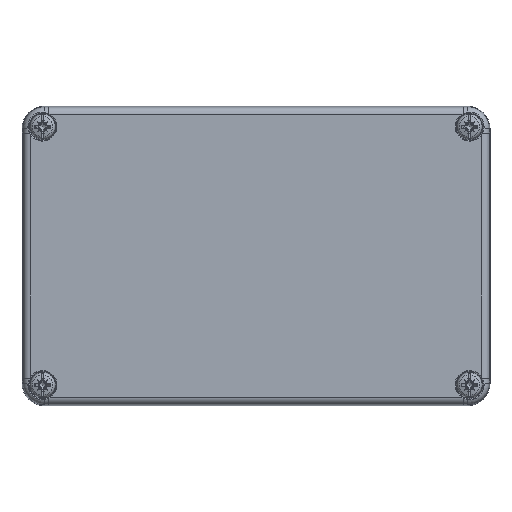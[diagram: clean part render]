
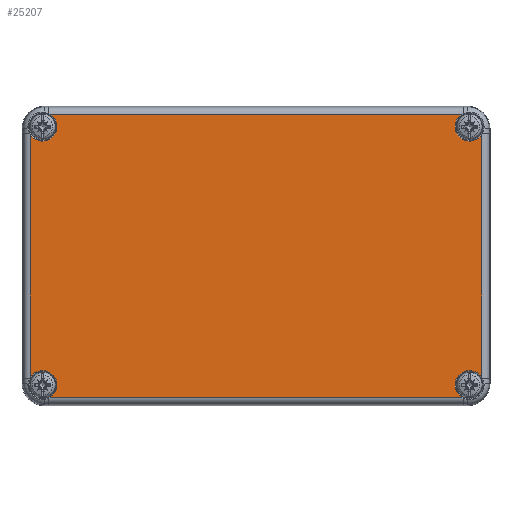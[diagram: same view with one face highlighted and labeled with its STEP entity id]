
A CAD part, top view. The second image highlights one B-rep face of the part: STEP entity #25207.
In plain terms, the highlighted face is planar.
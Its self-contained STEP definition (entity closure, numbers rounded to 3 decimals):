
#2529=PLANE('',#27058);
#3647=FACE_OUTER_BOUND('',#5274,.T.);
#5274=EDGE_LOOP('',(#21321,#21322,#21323,#21324,#21325,#21326,#21327,#21328));
#7150=LINE('',#55017,#8854);
#7152=LINE('',#55028,#8856);
#7153=LINE('',#55032,#8857);
#7154=LINE('',#55036,#8858);
#8854=VECTOR('',#31593,10.);
#8856=VECTOR('',#31599,10.);
#8857=VECTOR('',#31602,10.);
#8858=VECTOR('',#31605,10.);
#9738=CIRCLE('',#27052,3.847);
#9742=CIRCLE('',#27059,3.847);
#9743=CIRCLE('',#27060,3.847);
#9744=CIRCLE('',#27061,3.847);
#11860=VERTEX_POINT('',#54956);
#11861=VERTEX_POINT('',#54958);
#11864=VERTEX_POINT('',#55016);
#11867=VERTEX_POINT('',#55027);
#11868=VERTEX_POINT('',#55029);
#11869=VERTEX_POINT('',#55031);
#11870=VERTEX_POINT('',#55033);
#11871=VERTEX_POINT('',#55035);
#15104=EDGE_CURVE('',#11861,#11860,#9738,.T.);
#15110=EDGE_CURVE('',#11860,#11864,#7150,.T.);
#15114=EDGE_CURVE('',#11867,#11861,#7152,.T.);
#15115=EDGE_CURVE('',#11868,#11867,#9742,.T.);
#15116=EDGE_CURVE('',#11869,#11868,#7153,.T.);
#15117=EDGE_CURVE('',#11870,#11869,#9743,.T.);
#15118=EDGE_CURVE('',#11871,#11870,#7154,.T.);
#15119=EDGE_CURVE('',#11864,#11871,#9744,.T.);
#21321=ORIENTED_EDGE('',*,*,#15104,.F.);
#21322=ORIENTED_EDGE('',*,*,#15114,.F.);
#21323=ORIENTED_EDGE('',*,*,#15115,.F.);
#21324=ORIENTED_EDGE('',*,*,#15116,.F.);
#21325=ORIENTED_EDGE('',*,*,#15117,.F.);
#21326=ORIENTED_EDGE('',*,*,#15118,.F.);
#21327=ORIENTED_EDGE('',*,*,#15119,.F.);
#21328=ORIENTED_EDGE('',*,*,#15110,.F.);
#25207=ADVANCED_FACE('',(#3647),#2529,.F.);
#27052=AXIS2_PLACEMENT_3D('',#54960,#31582,#31583);
#27058=AXIS2_PLACEMENT_3D('',#55026,#31597,#31598);
#27059=AXIS2_PLACEMENT_3D('',#55030,#31600,#31601);
#27060=AXIS2_PLACEMENT_3D('',#55034,#31603,#31604);
#27061=AXIS2_PLACEMENT_3D('',#55037,#31606,#31607);
#31582=DIRECTION('center_axis',(0.,0.,-1.));
#31583=DIRECTION('ref_axis',(-0.707,0.707,0.));
#31593=DIRECTION('',(0.,1.,0.));
#31597=DIRECTION('center_axis',(0.,0.,1.));
#31598=DIRECTION('ref_axis',(1.,0.,0.));
#31599=DIRECTION('',(1.,0.,0.));
#31600=DIRECTION('center_axis',(0.,0.,-1.));
#31601=DIRECTION('ref_axis',(0.707,0.707,0.));
#31602=DIRECTION('',(0.,-1.,0.));
#31603=DIRECTION('center_axis',(0.,0.,-1.));
#31604=DIRECTION('ref_axis',(0.707,-0.707,0.));
#31605=DIRECTION('',(-1.,0.,0.));
#31606=DIRECTION('center_axis',(0.,0.,-1.));
#31607=DIRECTION('ref_axis',(-0.707,-0.707,0.));
#54956=CARTESIAN_POINT('',(60.229,-32.41,-17.5));
#54958=CARTESIAN_POINT('',(54.91,-37.729,-17.5));
#54960=CARTESIAN_POINT('Origin',(57.,-34.5,-17.5));
#55016=CARTESIAN_POINT('',(60.229,32.41,-17.5));
#55017=CARTESIAN_POINT('',(60.229,-17.,-17.5));
#55026=CARTESIAN_POINT('Origin',(0.,0.,
-17.5));
#55027=CARTESIAN_POINT('',(-54.91,-37.729,-17.5));
#55028=CARTESIAN_POINT('',(-28.25,-37.729,-17.5));
#55029=CARTESIAN_POINT('',(-60.229,-32.41,-17.5));
#55030=CARTESIAN_POINT('Origin',(-57.,-34.5,-17.5));
#55031=CARTESIAN_POINT('',(-60.229,32.41,-17.5));
#55032=CARTESIAN_POINT('',(-60.229,17.,-17.5));
#55033=CARTESIAN_POINT('',(-54.91,37.729,-17.5));
#55034=CARTESIAN_POINT('Origin',(-57.,34.5,-17.5));
#55035=CARTESIAN_POINT('',(54.91,37.729,-17.5));
#55036=CARTESIAN_POINT('',(28.25,37.729,-17.5));
#55037=CARTESIAN_POINT('Origin',(57.,34.5,-17.5));
